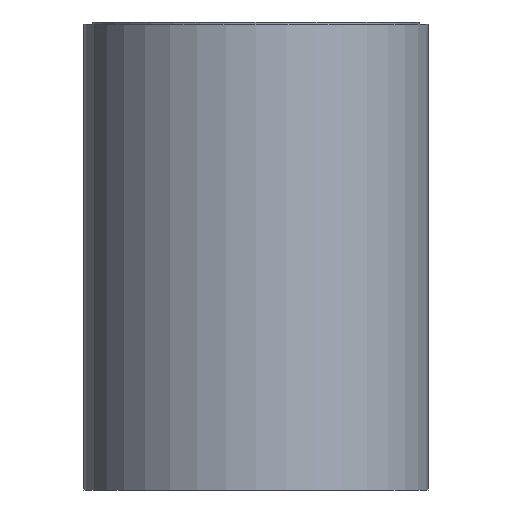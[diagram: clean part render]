
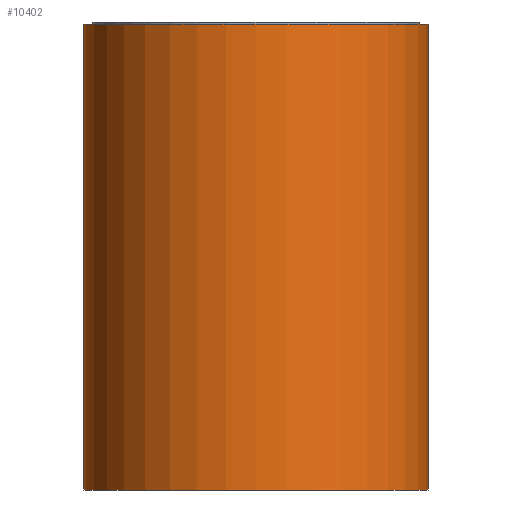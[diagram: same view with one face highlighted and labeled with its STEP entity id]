
A CAD part, front view. The second image highlights one B-rep face of the part: STEP entity #10402.
In plain terms, the highlighted cylindrical face has radius 42.5 mm (diameter 85 mm), a full revolution.
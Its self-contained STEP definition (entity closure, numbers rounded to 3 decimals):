
#1097=LINE('',#21836,#1564);
#1564=VECTOR('',#14499,42.5);
#1780=CYLINDRICAL_SURFACE('',#11666,42.5);
#2303=FACE_OUTER_BOUND('',#2959,.T.);
#2959=EDGE_LOOP('',(#8856,#8857,#8858,#8859,#8860));
#3589=CIRCLE('',#11392,42.5);
#3732=CIRCLE('',#11667,42.5);
#3733=CIRCLE('',#11668,42.5);
#4484=VERTEX_POINT('',#20116);
#4740=VERTEX_POINT('',#21835);
#4741=VERTEX_POINT('',#21837);
#5838=EDGE_CURVE('',#4484,#4484,#3589,.T.);
#6190=EDGE_CURVE('',#4484,#4740,#1097,.T.);
#6191=EDGE_CURVE('',#4740,#4741,#3732,.T.);
#6192=EDGE_CURVE('',#4741,#4740,#3733,.T.);
#8856=ORIENTED_EDGE('',*,*,#5838,.F.);
#8857=ORIENTED_EDGE('',*,*,#6190,.T.);
#8858=ORIENTED_EDGE('',*,*,#6191,.T.);
#8859=ORIENTED_EDGE('',*,*,#6192,.T.);
#8860=ORIENTED_EDGE('',*,*,#6190,.F.);
#10402=ADVANCED_FACE('',(#2303),#1780,.T.);
#11392=AXIS2_PLACEMENT_3D('',#20117,#13874,#13875);
#11666=AXIS2_PLACEMENT_3D('',#21834,#14497,#14498);
#11667=AXIS2_PLACEMENT_3D('',#21838,#14500,#14501);
#11668=AXIS2_PLACEMENT_3D('',#21839,#14502,#14503);
#13874=DIRECTION('center_axis',(0.,0.,1.));
#13875=DIRECTION('ref_axis',(-1.,0.,0.));
#14497=DIRECTION('center_axis',(0.,0.,1.));
#14498=DIRECTION('ref_axis',(1.,0.,0.));
#14499=DIRECTION('',(0.,0.,-1.));
#14500=DIRECTION('center_axis',(0.,0.,1.));
#14501=DIRECTION('ref_axis',(0.,1.,0.));
#14502=DIRECTION('center_axis',(0.,0.,1.));
#14503=DIRECTION('ref_axis',(0.,1.,0.));
#20116=CARTESIAN_POINT('',(-42.5,0.,115.));
#20117=CARTESIAN_POINT('Origin',(0.,0.,115.));
#21834=CARTESIAN_POINT('Origin',(0.,0.,-5.8));
#21835=CARTESIAN_POINT('',(-42.5,0.,0.));
#21836=CARTESIAN_POINT('',(-42.5,0.,-5.8));
#21837=CARTESIAN_POINT('',(0.,42.5,0.));
#21838=CARTESIAN_POINT('Origin',(0.,0.,0.));
#21839=CARTESIAN_POINT('Origin',(0.,0.,0.));
